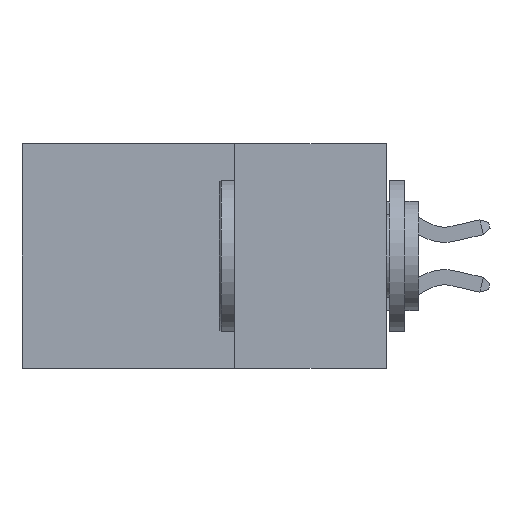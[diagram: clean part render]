
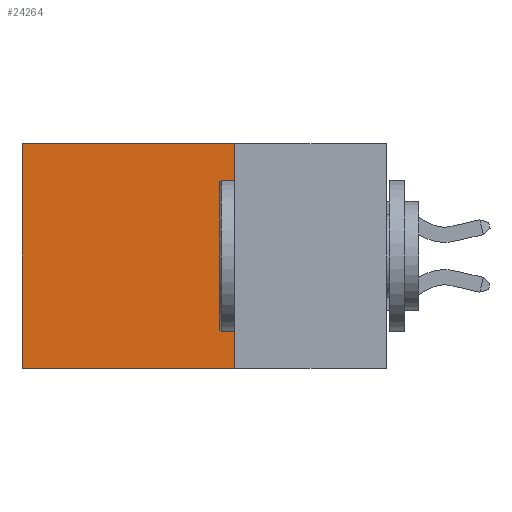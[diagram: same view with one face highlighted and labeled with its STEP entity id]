
A CAD part, left-side view. The second image highlights one B-rep face of the part: STEP entity #24264.
In plain terms, the highlighted planar face has unit normal (-1, 0, 0).
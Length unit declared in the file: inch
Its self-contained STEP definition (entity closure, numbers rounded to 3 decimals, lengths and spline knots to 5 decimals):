
#1150 = DIRECTION ( 'NONE',  ( 0., 0., -1. ) ) ;
#1309 = ORIENTED_EDGE ( 'NONE', *, *, #12772, .T. ) ;
#2152 = VECTOR ( 'NONE', #14324, 39.37008 ) ;
#2175 = PLANE ( 'NONE',  #3145 ) ;
#2450 = CARTESIAN_POINT ( 'NONE',  ( 0.298, 0.6, 0. ) ) ;
#3145 = AXIS2_PLACEMENT_3D ( 'NONE', #4503, #6831, #23177 ) ;
#3363 = VECTOR ( 'NONE', #23237, 39.37008 ) ;
#4503 = CARTESIAN_POINT ( 'NONE',  ( 0.298, 0.25, 0. ) ) ;
#5797 = EDGE_CURVE ( 'NONE', #13211, #26336, #9495, .T. ) ;
#6831 = DIRECTION ( 'NONE',  ( 1., 0., 0. ) ) ;
#9495 = LINE ( 'NONE', #24538, #3363 ) ;
#9981 = CARTESIAN_POINT ( 'NONE',  ( 0.298, 0.25, 0. ) ) ;
#10626 = LINE ( 'NONE', #23192, #16129 ) ;
#12772 = EDGE_CURVE ( 'NONE', #30110, #29259, #10626, .T. ) ;
#12999 = LINE ( 'NONE', #17463, #24748 ) ;
#13211 = VERTEX_POINT ( 'NONE', #20104 ) ;
#14324 = DIRECTION ( 'NONE',  ( 0., 0., -1. ) ) ;
#14591 = CARTESIAN_POINT ( 'NONE',  ( 0.298, 0.6, -0.37 ) ) ;
#15264 = ORIENTED_EDGE ( 'NONE', *, *, #22590, .F. ) ;
#16123 = EDGE_LOOP ( 'NONE', ( #21100, #19495, #15264, #1309 ) ) ;
#16129 = VECTOR ( 'NONE', #18604, 39.37008 ) ;
#17463 = CARTESIAN_POINT ( 'NONE',  ( 0.298, 0.25, 0. ) ) ;
#18604 = DIRECTION ( 'NONE',  ( 0., 1., 0. ) ) ;
#19495 = ORIENTED_EDGE ( 'NONE', *, *, #5797, .F. ) ;
#20104 = CARTESIAN_POINT ( 'NONE',  ( 0.298, 0.25, -0.37 ) ) ;
#21100 = ORIENTED_EDGE ( 'NONE', *, *, #27461, .T. ) ;
#22590 = EDGE_CURVE ( 'NONE', #30110, #13211, #12999, .T. ) ;
#23177 = DIRECTION ( 'NONE',  ( 0., 0., -1. ) ) ;
#23192 = CARTESIAN_POINT ( 'NONE',  ( 0.298, 0.25, 0. ) ) ;
#23237 = DIRECTION ( 'NONE',  ( 0., 1., 0. ) ) ;
#24264 = ADVANCED_FACE ( 'NONE', ( #28275 ), #2175, .F. ) ;
#24538 = CARTESIAN_POINT ( 'NONE',  ( 0.298, 0.25, -0.37 ) ) ;
#24748 = VECTOR ( 'NONE', #1150, 39.37008 ) ;
#26255 = LINE ( 'NONE', #28376, #2152 ) ;
#26336 = VERTEX_POINT ( 'NONE', #14591 ) ;
#27461 = EDGE_CURVE ( 'NONE', #29259, #26336, #26255, .T. ) ;
#28275 = FACE_OUTER_BOUND ( 'NONE', #16123, .T. ) ;
#28376 = CARTESIAN_POINT ( 'NONE',  ( 0.298, 0.6, 0. ) ) ;
#29259 = VERTEX_POINT ( 'NONE', #2450 ) ;
#30110 = VERTEX_POINT ( 'NONE', #9981 ) ;
